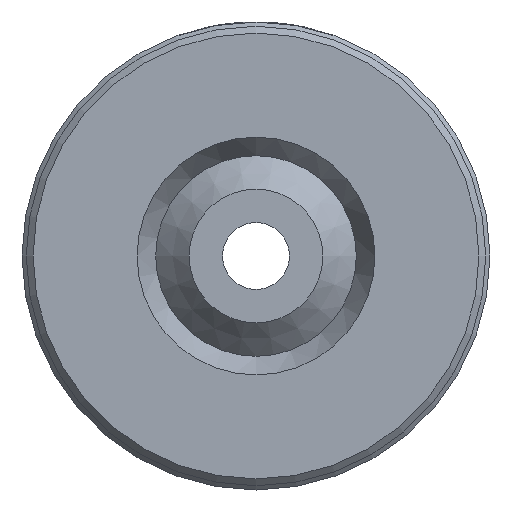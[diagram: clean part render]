
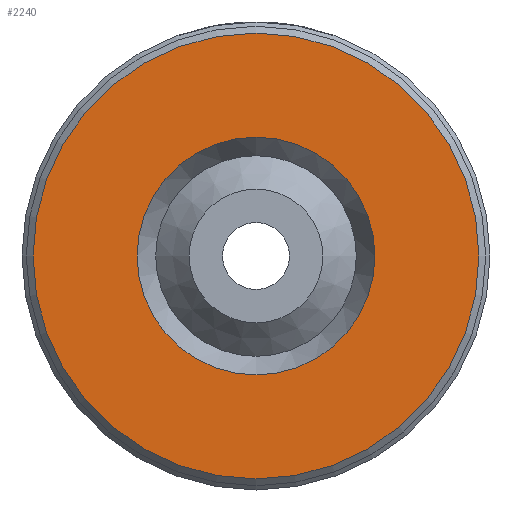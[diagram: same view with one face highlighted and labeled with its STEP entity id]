
A CAD part, left-side view. The second image highlights one B-rep face of the part: STEP entity #2240.
In plain terms, the highlighted planar face has unit normal (-1, 0, 0).
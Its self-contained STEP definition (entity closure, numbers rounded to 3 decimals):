
#216=PLANE('',#2445);
#235=FACE_BOUND('',#474,.T.);
#343=FACE_OUTER_BOUND('',#473,.T.);
#473=EDGE_LOOP('',(#2019));
#474=EDGE_LOOP('',(#2020,#2021));
#873=CIRCLE('',#2435,3.556);
#874=CIRCLE('',#2436,3.556);
#879=CIRCLE('',#2443,6.667);
#1083=VERTEX_POINT('',#5357);
#1084=VERTEX_POINT('',#5358);
#1089=VERTEX_POINT('',#5373);
#1397=EDGE_CURVE('',#1083,#1084,#873,.T.);
#1398=EDGE_CURVE('',#1084,#1083,#874,.T.);
#1406=EDGE_CURVE('',#1089,#1089,#879,.T.);
#2019=ORIENTED_EDGE('',*,*,#1406,.F.);
#2020=ORIENTED_EDGE('',*,*,#1397,.T.);
#2021=ORIENTED_EDGE('',*,*,#1398,.T.);
#2240=ADVANCED_FACE('',(#343,#235),#216,.T.);
#2435=AXIS2_PLACEMENT_3D('',#5359,#2828,#2829);
#2436=AXIS2_PLACEMENT_3D('',#5360,#2830,#2831);
#2443=AXIS2_PLACEMENT_3D('',#5375,#2847,#2848);
#2445=AXIS2_PLACEMENT_3D('',#5377,#2851,#2852);
#2828=DIRECTION('center_axis',(1.,0.,0.));
#2829=DIRECTION('ref_axis',(0.,0.,1.));
#2830=DIRECTION('center_axis',(1.,0.,0.));
#2831=DIRECTION('ref_axis',(0.,0.,1.));
#2847=DIRECTION('center_axis',(1.,0.,0.));
#2848=DIRECTION('ref_axis',(0.,-1.,0.));
#2851=DIRECTION('center_axis',(-1.,0.,0.));
#2852=DIRECTION('ref_axis',(0.,0.,1.));
#5357=CARTESIAN_POINT('',(0.,0.,3.556));
#5358=CARTESIAN_POINT('',(0.,0.,-3.556));
#5359=CARTESIAN_POINT('Origin',(0.,0.,
0.));
#5360=CARTESIAN_POINT('Origin',(0.,0.,
0.));
#5373=CARTESIAN_POINT('',(0.,6.667,0.));
#5375=CARTESIAN_POINT('Origin',(0.,0.,
0.));
#5377=CARTESIAN_POINT('Origin',(0.,3.499,0.));
